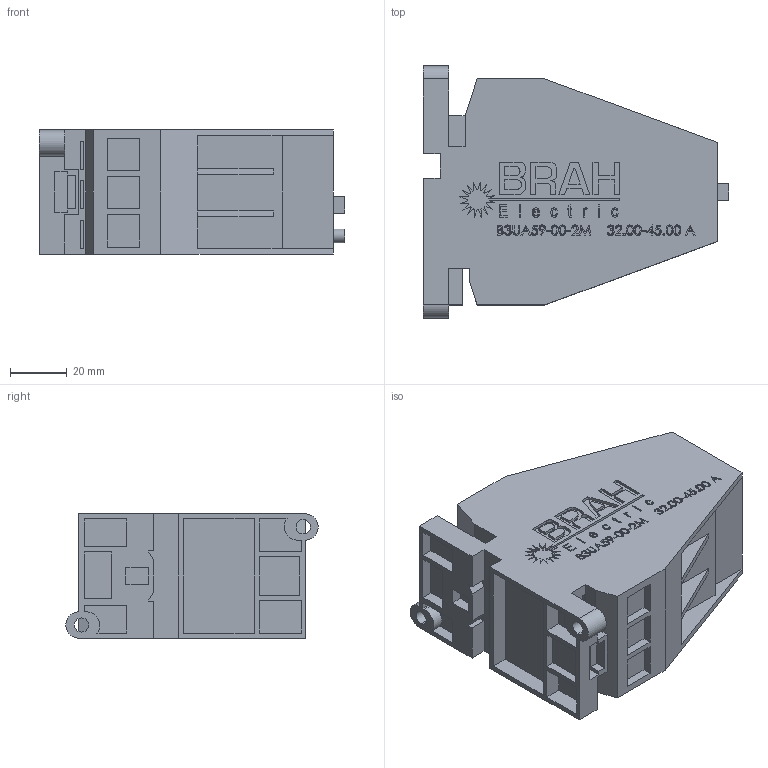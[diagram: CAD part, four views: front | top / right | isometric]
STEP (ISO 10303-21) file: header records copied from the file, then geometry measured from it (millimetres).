
FILE_DESCRIPTION (( 'STEP AP214' ), '1' );
FILE_NAME ('B3UA59-00-2M.STEP', '2014-02-25T08:25:04', ( '' ), ( '' ), 'SwSTEP 2.0', 'SolidWorks 2013', '' );
FILE_SCHEMA (( 'AUTOMOTIVE_DESIGN' ));
Length unit declared in the file: millimetre
Products named in the file (3): oval head_ai; B3UA59-00-2M
Assembly tree (11 placements, depth 2):
  B3UA59-00-2M
    B3UA59-00-2M
    oval head_ai  x10
Bounding box: 108 x 89.3 x 44 mm (x, y, z)
Volume: 257703.6 mm3; surface area: 41687.8 mm2
Topology: 11 solids, 11 shells, 1025 faces, 2625 edges, 1712 vertices
Faces by surface type: plane 704, bspline 178, cylinder 83, sphere 40, cone 20
Entity records: 34245 total; most frequent: CARTESIAN_POINT 16156, ORIENTED_EDGE 4026, DIRECTION 3023, EDGE_CURVE 2013, LINE 1501, VECTOR 1501, VERTEX_POINT 1334, EDGE_LOOP 867
